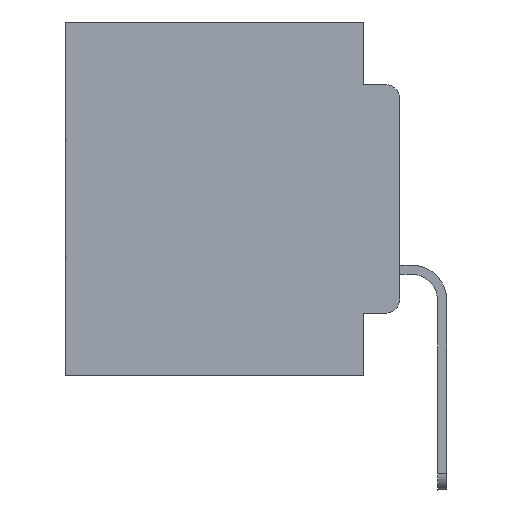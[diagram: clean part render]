
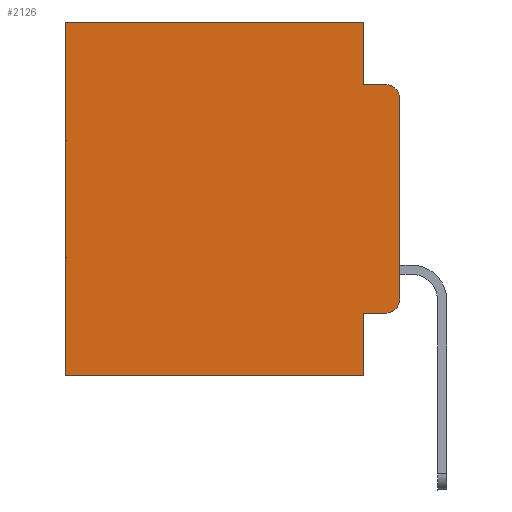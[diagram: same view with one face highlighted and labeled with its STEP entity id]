
A CAD part, left-side view. The second image highlights one B-rep face of the part: STEP entity #2126.
In plain terms, the highlighted planar face has unit normal (-1, 0, 0).
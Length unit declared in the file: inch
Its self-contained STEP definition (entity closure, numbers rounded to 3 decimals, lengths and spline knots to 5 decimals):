
#1686 = VERTEX_POINT ( 'NONE', #17045 ) ;
#2001 = VERTEX_POINT ( 'NONE', #2105 ) ;
#2105 = CARTESIAN_POINT ( 'NONE',  ( 0.298, 0., -0.1085 ) ) ;
#2126 = ADVANCED_FACE ( 'NONE', ( #12268 ), #5330, .F. ) ;
#2306 = CARTESIAN_POINT ( 'NONE',  ( 0.298, 0.051, -0.0885 ) ) ;
#2636 = CARTESIAN_POINT ( 'NONE',  ( 0.298, 0.051, -0.0885 ) ) ;
#2679 = VECTOR ( 'NONE', #4853, 39.37008 ) ;
#2814 = ORIENTED_EDGE ( 'NONE', *, *, #15906, .F. ) ;
#3059 = CARTESIAN_POINT ( 'NONE',  ( 0.298, 0.02, -0.0885 ) ) ;
#3119 = CARTESIAN_POINT ( 'NONE',  ( 0.298, 0.051, 0. ) ) ;
#3865 = DIRECTION ( 'NONE',  ( 0., 0., -1. ) ) ;
#4123 = DIRECTION ( 'NONE',  ( 0., 1., 0. ) ) ;
#4270 = VECTOR ( 'NONE', #27435, 39.37008 ) ;
#4727 = CARTESIAN_POINT ( 'NONE',  ( 0.298, 0.051, -0.4115 ) ) ;
#4853 = DIRECTION ( 'NONE',  ( 0., -1., 0. ) ) ;
#4896 = VERTEX_POINT ( 'NONE', #4727 ) ;
#5151 = CARTESIAN_POINT ( 'NONE',  ( 0.298, 0.051, -0.4115 ) ) ;
#5330 = PLANE ( 'NONE',  #22245 ) ;
#5681 = VECTOR ( 'NONE', #14629, 39.37008 ) ;
#5713 = VERTEX_POINT ( 'NONE', #18819 ) ;
#6760 = EDGE_CURVE ( 'NONE', #7103, #5713, #25381, .T. ) ;
#7103 = VERTEX_POINT ( 'NONE', #20041 ) ;
#7241 = DIRECTION ( 'NONE',  ( 0., 0., -1. ) ) ;
#7344 = AXIS2_PLACEMENT_3D ( 'NONE', #7352, #14132, #16360 ) ;
#7352 = CARTESIAN_POINT ( 'NONE',  ( 0.298, 0.02, -0.1085 ) ) ;
#7861 = CARTESIAN_POINT ( 'NONE',  ( 0.298, 0., 0. ) ) ;
#8032 = EDGE_CURVE ( 'NONE', #17674, #1686, #20084, .T. ) ;
#8274 = DIRECTION ( 'NONE',  ( -1., 0., 0. ) ) ;
#9752 = LINE ( 'NONE', #3119, #5681 ) ;
#10002 = VECTOR ( 'NONE', #4123, 39.37008 ) ;
#10211 = DIRECTION ( 'NONE',  ( 1., 0., 0. ) ) ;
#10559 = VERTEX_POINT ( 'NONE', #25549 ) ;
#11404 = ORIENTED_EDGE ( 'NONE', *, *, #28339, .T. ) ;
#11755 = LINE ( 'NONE', #22702, #13125 ) ;
#11759 = CARTESIAN_POINT ( 'NONE',  ( 0.298, 0., 0. ) ) ;
#12086 = CARTESIAN_POINT ( 'NONE',  ( 0.298, 0.051, -0.5 ) ) ;
#12100 = LINE ( 'NONE', #16542, #29014 ) ;
#12268 = FACE_OUTER_BOUND ( 'NONE', #21584, .T. ) ;
#13125 = VECTOR ( 'NONE', #22418, 39.37008 ) ;
#13424 = VECTOR ( 'NONE', #23179, 39.37008 ) ;
#13591 = ORIENTED_EDGE ( 'NONE', *, *, #27997, .T. ) ;
#14132 = DIRECTION ( 'NONE',  ( -1., 0., 0. ) ) ;
#14200 = ORIENTED_EDGE ( 'NONE', *, *, #17936, .F. ) ;
#14341 = DIRECTION ( 'NONE',  ( 0., 0., -1. ) ) ;
#14629 = DIRECTION ( 'NONE',  ( 0., 0., -1. ) ) ;
#15685 = CARTESIAN_POINT ( 'NONE',  ( 0.298, 0., -0.3915 ) ) ;
#15906 = EDGE_CURVE ( 'NONE', #4896, #17674, #9752, .T. ) ;
#16098 = ORIENTED_EDGE ( 'NONE', *, *, #6760, .T. ) ;
#16145 = VECTOR ( 'NONE', #3865, 39.37008 ) ;
#16162 = ORIENTED_EDGE ( 'NONE', *, *, #25824, .T. ) ;
#16360 = DIRECTION ( 'NONE',  ( 0., 0., -1. ) ) ;
#16372 = LINE ( 'NONE', #2636, #2679 ) ;
#16542 = CARTESIAN_POINT ( 'NONE',  ( 0.298, 0.051, 0. ) ) ;
#17045 = CARTESIAN_POINT ( 'NONE',  ( 0.298, 0.473, -0.5 ) ) ;
#17395 = EDGE_CURVE ( 'NONE', #5713, #1686, #28825, .T. ) ;
#17674 = VERTEX_POINT ( 'NONE', #12086 ) ;
#17936 = EDGE_CURVE ( 'NONE', #2001, #26474, #11755, .T. ) ;
#18819 = CARTESIAN_POINT ( 'NONE',  ( 0.298, 0.473, 0. ) ) ;
#20041 = CARTESIAN_POINT ( 'NONE',  ( 0.298, 0.051, 0. ) ) ;
#20084 = LINE ( 'NONE', #24669, #10002 ) ;
#20737 = EDGE_CURVE ( 'NONE', #7103, #24274, #12100, .T. ) ;
#20848 = ORIENTED_EDGE ( 'NONE', *, *, #17395, .T. ) ;
#21244 = LINE ( 'NONE', #5151, #13424 ) ;
#21584 = EDGE_LOOP ( 'NONE', ( #14200, #11404, #28547, #27637, #16098, #20848, #27354, #2814, #16162, #13591 ) ) ;
#22245 = AXIS2_PLACEMENT_3D ( 'NONE', #7861, #10211, #14341 ) ;
#22418 = DIRECTION ( 'NONE',  ( 0., 0., -1. ) ) ;
#22691 = EDGE_CURVE ( 'NONE', #24274, #27066, #16372, .T. ) ;
#22702 = CARTESIAN_POINT ( 'NONE',  ( 0.298, 0., 0. ) ) ;
#22882 = AXIS2_PLACEMENT_3D ( 'NONE', #28510, #8274, #28945 ) ;
#23179 = DIRECTION ( 'NONE',  ( 0., -1., 0. ) ) ;
#24274 = VERTEX_POINT ( 'NONE', #2306 ) ;
#24669 = CARTESIAN_POINT ( 'NONE',  ( 0.298, 0., -0.5 ) ) ;
#25381 = LINE ( 'NONE', #11759, #4270 ) ;
#25549 = CARTESIAN_POINT ( 'NONE',  ( 0.298, 0.02, -0.4115 ) ) ;
#25824 = EDGE_CURVE ( 'NONE', #4896, #10559, #21244, .T. ) ;
#26474 = VERTEX_POINT ( 'NONE', #15685 ) ;
#27066 = VERTEX_POINT ( 'NONE', #3059 ) ;
#27354 = ORIENTED_EDGE ( 'NONE', *, *, #8032, .F. ) ;
#27435 = DIRECTION ( 'NONE',  ( 0., 1., 0. ) ) ;
#27634 = CIRCLE ( 'NONE', #7344, 0.02 ) ;
#27637 = ORIENTED_EDGE ( 'NONE', *, *, #20737, .F. ) ;
#27997 = EDGE_CURVE ( 'NONE', #10559, #26474, #29035, .T. ) ;
#28339 = EDGE_CURVE ( 'NONE', #2001, #27066, #27634, .T. ) ;
#28510 = CARTESIAN_POINT ( 'NONE',  ( 0.298, 0.02, -0.3915 ) ) ;
#28547 = ORIENTED_EDGE ( 'NONE', *, *, #22691, .F. ) ;
#28825 = LINE ( 'NONE', #28964, #16145 ) ;
#28945 = DIRECTION ( 'NONE',  ( 0., 0., -1. ) ) ;
#28964 = CARTESIAN_POINT ( 'NONE',  ( 0.298, 0.473, 0. ) ) ;
#29014 = VECTOR ( 'NONE', #7241, 39.37008 ) ;
#29035 = CIRCLE ( 'NONE', #22882, 0.02 ) ;
